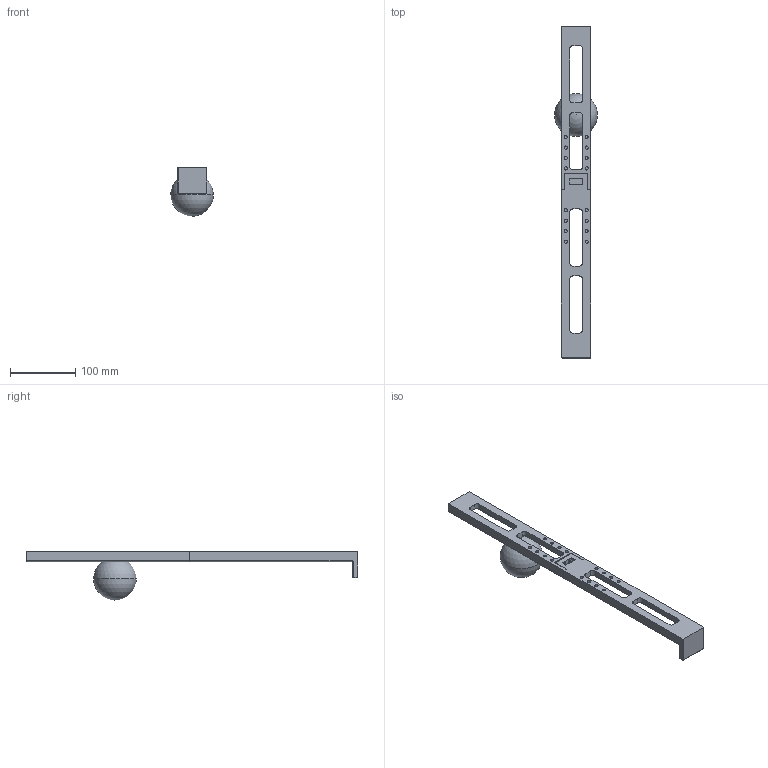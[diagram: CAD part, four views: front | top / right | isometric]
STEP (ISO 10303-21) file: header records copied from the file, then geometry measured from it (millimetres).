
FILE_DESCRIPTION (( 'STEP AP214' ), '1' );
FILE_NAME ('Wippe_BGR.STEP', '2022-05-23T15:20:08', ( '' ), ( '' ), 'SwSTEP 2.0', 'SolidWorks 2021', '' );
FILE_SCHEMA (( 'AUTOMOTIVE_DESIGN' ));
Length unit declared in the file: millimetre
Products named in the file (4): Tennisball; Wippe_BGR; Wippe_TeilB; Wippe_TeilA
Assembly tree (3 placements, depth 2):
  Wippe_BGR
    Wippe_TeilA
    Wippe_TeilB
    Tennisball
Bounding box: 65.4 x 508 x 74.25 mm (x, y, z)
Volume: 345411.4 mm3; surface area: 80144.8 mm2
Topology: 3 solids, 3 shells, 217 faces, 515 edges, 332 vertices
Faces by surface type: cylinder 120, plane 86, sphere 6, torus 5
Entity records: 6524 total; most frequent: DIRECTION 1184, CARTESIAN_POINT 1149, ORIENTED_EDGE 1012, EDGE_CURVE 506, AXIS2_PLACEMENT_3D 462, VERTEX_POINT 329, EDGE_LOOP 269, LINE 260
